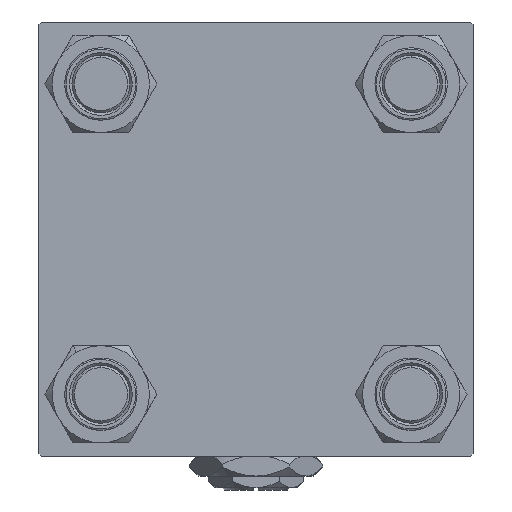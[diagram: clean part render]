
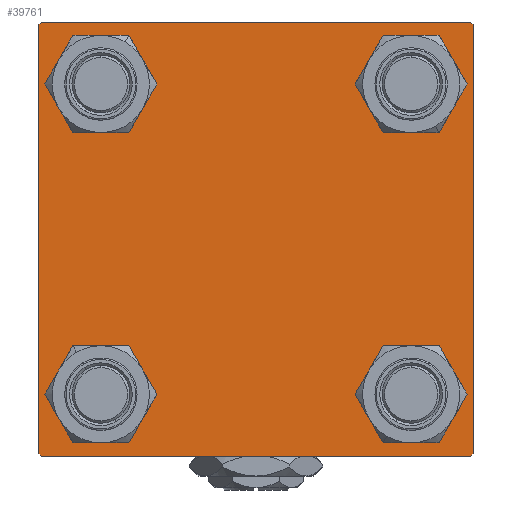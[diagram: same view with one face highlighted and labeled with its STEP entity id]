
A CAD part, left-side view. The second image highlights one B-rep face of the part: STEP entity #39761.
In plain terms, the highlighted planar face has unit normal (-1, 0, 0).
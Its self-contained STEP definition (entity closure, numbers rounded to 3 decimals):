
#311 = DIRECTION ( 'NONE',  ( 0., 0., -1. ) ) ;
#559 = DIRECTION ( 'NONE',  ( 0., 0., 1. ) ) ;
#1393 = EDGE_CURVE ( 'NONE', #20980, #51299, #51464, .T. ) ;
#2478 = VERTEX_POINT ( 'NONE', #43800 ) ;
#3059 = VECTOR ( 'NONE', #46497, 1000. ) ;
#3555 = ORIENTED_EDGE ( 'NONE', *, *, #17918, .T. ) ;
#3930 = CARTESIAN_POINT ( 'NONE',  ( 0., -44.5, -45. ) ) ;
#4234 = CARTESIAN_POINT ( 'NONE',  ( 0., 32.15, 32.15 ) ) ;
#4297 = AXIS2_PLACEMENT_3D ( 'NONE', #4234, #37060, #559 ) ;
#4765 = CARTESIAN_POINT ( 'NONE',  ( 0., 45., 45. ) ) ;
#5149 = VERTEX_POINT ( 'NONE', #26665 ) ;
#5362 = ORIENTED_EDGE ( 'NONE', *, *, #29827, .T. ) ;
#5559 = AXIS2_PLACEMENT_3D ( 'NONE', #18302, #14363, #38548 ) ;
#5744 = DIRECTION ( 'NONE',  ( 1., 0., 0. ) ) ;
#5985 = CARTESIAN_POINT ( 'NONE',  ( 0., -45., 45. ) ) ;
#6793 = CARTESIAN_POINT ( 'NONE',  ( 0., 45., -45. ) ) ;
#7063 = VECTOR ( 'NONE', #311, 1000. ) ;
#7943 = EDGE_LOOP ( 'NONE', ( #14810, #44554 ) ) ;
#8105 = CARTESIAN_POINT ( 'NONE',  ( 0., -32.15, 38.65 ) ) ;
#8228 = EDGE_CURVE ( 'NONE', #45882, #12035, #23716, .T. ) ;
#9279 = VECTOR ( 'NONE', #43046, 1000. ) ;
#9822 = FACE_BOUND ( 'NONE', #7943, .T. ) ;
#10280 = CIRCLE ( 'NONE', #48077, 6.5 ) ;
#10500 = DIRECTION ( 'NONE',  ( 1., 0., 0. ) ) ;
#10573 = CARTESIAN_POINT ( 'NONE',  ( 0., -45., -44.5 ) ) ;
#11003 = LINE ( 'NONE', #6793, #3059 ) ;
#11644 = FACE_BOUND ( 'NONE', #39180, .T. ) ;
#11998 = EDGE_CURVE ( 'NONE', #20980, #46806, #22312, .T. ) ;
#12035 = VERTEX_POINT ( 'NONE', #10573 ) ;
#12413 = ORIENTED_EDGE ( 'NONE', *, *, #31437, .T. ) ;
#13050 = VERTEX_POINT ( 'NONE', #41807 ) ;
#13342 = EDGE_CURVE ( 'NONE', #5149, #12035, #30683, .T. ) ;
#13614 = CIRCLE ( 'NONE', #20325, 6.5 ) ;
#14288 = LINE ( 'NONE', #27336, #36998 ) ;
#14363 = DIRECTION ( 'NONE',  ( 1., 0., 0. ) ) ;
#14810 = ORIENTED_EDGE ( 'NONE', *, *, #16856, .T. ) ;
#15044 = CARTESIAN_POINT ( 'NONE',  ( 0., 32.15, 38.65 ) ) ;
#15061 = DIRECTION ( 'NONE',  ( 0., 0., 1. ) ) ;
#15325 = DIRECTION ( 'NONE',  ( 0., 0., 1. ) ) ;
#15477 = CARTESIAN_POINT ( 'NONE',  ( 0., 44.75, 44.75 ) ) ;
#16025 = EDGE_LOOP ( 'NONE', ( #51380, #31471, #5362, #46332, #20804, #12413, #51620, #48023 ) ) ;
#16856 = EDGE_CURVE ( 'NONE', #30781, #2478, #17782, .T. ) ;
#17782 = CIRCLE ( 'NONE', #37118, 6.5 ) ;
#17793 = CARTESIAN_POINT ( 'NONE',  ( 0., -44.75, 44.75 ) ) ;
#17918 = EDGE_CURVE ( 'NONE', #49247, #47121, #34632, .T. ) ;
#18010 = CARTESIAN_POINT ( 'NONE',  ( 0., 44.5, -45. ) ) ;
#18302 = CARTESIAN_POINT ( 'NONE',  ( 0., 32.15, -32.15 ) ) ;
#18486 = DIRECTION ( 'NONE',  ( 0., -0.707, -0.707 ) ) ;
#19185 = CARTESIAN_POINT ( 'NONE',  ( 0., -32.15, 32.15 ) ) ;
#20033 = CARTESIAN_POINT ( 'NONE',  ( 0., -44.75, -44.75 ) ) ;
#20277 = CARTESIAN_POINT ( 'NONE',  ( 0., 45., -44.5 ) ) ;
#20325 = AXIS2_PLACEMENT_3D ( 'NONE', #30271, #21369, #46321 ) ;
#20804 = ORIENTED_EDGE ( 'NONE', *, *, #13342, .F. ) ;
#20980 = VERTEX_POINT ( 'NONE', #42825 ) ;
#21194 = AXIS2_PLACEMENT_3D ( 'NONE', #27459, #51649, #35885 ) ;
#21369 = DIRECTION ( 'NONE',  ( 1., 0., 0. ) ) ;
#21741 = EDGE_CURVE ( 'NONE', #51299, #33840, #44445, .T. ) ;
#22110 = CARTESIAN_POINT ( 'NONE',  ( 0., 45., 44.5 ) ) ;
#22254 = LINE ( 'NONE', #17793, #40870 ) ;
#22312 = LINE ( 'NONE', #43157, #43342 ) ;
#22909 = DIRECTION ( 'NONE',  ( 0., -1., 0. ) ) ;
#23453 = CARTESIAN_POINT ( 'NONE',  ( 0., 32.15, -32.15 ) ) ;
#23711 = EDGE_LOOP ( 'NONE', ( #23825, #39001 ) ) ;
#23716 = LINE ( 'NONE', #20033, #23791 ) ;
#23791 = VECTOR ( 'NONE', #40292, 1000. ) ;
#23825 = ORIENTED_EDGE ( 'NONE', *, *, #30105, .T. ) ;
#23968 = CIRCLE ( 'NONE', #33203, 6.5 ) ;
#25210 = EDGE_LOOP ( 'NONE', ( #32053, #3555 ) ) ;
#25833 = FACE_BOUND ( 'NONE', #25210, .T. ) ;
#26001 = VERTEX_POINT ( 'NONE', #41338 ) ;
#26015 = DIRECTION ( 'NONE',  ( 0., 0., 1. ) ) ;
#26665 = CARTESIAN_POINT ( 'NONE',  ( 0., -45., 44.5 ) ) ;
#27336 = CARTESIAN_POINT ( 'NONE',  ( 0., 44.75, -44.75 ) ) ;
#27459 = CARTESIAN_POINT ( 'NONE',  ( 0., -32.15, -32.15 ) ) ;
#27547 = AXIS2_PLACEMENT_3D ( 'NONE', #31343, #51829, #15325 ) ;
#27645 = FACE_OUTER_BOUND ( 'NONE', #16025, .T. ) ;
#28452 = EDGE_CURVE ( 'NONE', #2478, #30781, #23968, .T. ) ;
#29827 = EDGE_CURVE ( 'NONE', #38787, #45882, #11003, .T. ) ;
#30105 = EDGE_CURVE ( 'NONE', #26001, #13050, #51698, .T. ) ;
#30271 = CARTESIAN_POINT ( 'NONE',  ( 0., -32.15, -32.15 ) ) ;
#30683 = LINE ( 'NONE', #5985, #9279 ) ;
#30781 = VERTEX_POINT ( 'NONE', #8105 ) ;
#31200 = CIRCLE ( 'NONE', #51351, 6.5 ) ;
#31343 = CARTESIAN_POINT ( 'NONE',  ( 0., 0., 0. ) ) ;
#31437 = EDGE_CURVE ( 'NONE', #5149, #46806, #22254, .T. ) ;
#31471 = ORIENTED_EDGE ( 'NONE', *, *, #41090, .T. ) ;
#32053 = ORIENTED_EDGE ( 'NONE', *, *, #48373, .T. ) ;
#33203 = AXIS2_PLACEMENT_3D ( 'NONE', #19185, #35214, #26015 ) ;
#33343 = CARTESIAN_POINT ( 'NONE',  ( 0., 32.15, 32.15 ) ) ;
#33705 = ORIENTED_EDGE ( 'NONE', *, *, #41121, .T. ) ;
#33840 = VERTEX_POINT ( 'NONE', #20277 ) ;
#34632 = CIRCLE ( 'NONE', #21194, 6.5 ) ;
#34777 = DIRECTION ( 'NONE',  ( 1., 0., 0. ) ) ;
#35214 = DIRECTION ( 'NONE',  ( 1., 0., 0. ) ) ;
#35815 = PLANE ( 'NONE',  #27547 ) ;
#35885 = DIRECTION ( 'NONE',  ( 0., 0., 1. ) ) ;
#36998 = VECTOR ( 'NONE', #18486, 1000. ) ;
#37060 = DIRECTION ( 'NONE',  ( 1., 0., 0. ) ) ;
#37118 = AXIS2_PLACEMENT_3D ( 'NONE', #46506, #10500, #51205 ) ;
#37813 = CIRCLE ( 'NONE', #4297, 6.5 ) ;
#37940 = FACE_BOUND ( 'NONE', #23711, .T. ) ;
#38548 = DIRECTION ( 'NONE',  ( 0., 0., 1. ) ) ;
#38787 = VERTEX_POINT ( 'NONE', #18010 ) ;
#39001 = ORIENTED_EDGE ( 'NONE', *, *, #49025, .T. ) ;
#39180 = EDGE_LOOP ( 'NONE', ( #33705, #45696 ) ) ;
#39189 = VERTEX_POINT ( 'NONE', #15044 ) ;
#39761 = ADVANCED_FACE ( 'NONE', ( #9822, #25833, #37940, #11644, #27645 ), #35815, .T. ) ;
#40195 = CARTESIAN_POINT ( 'NONE',  ( 0., -44.5, 45. ) ) ;
#40292 = DIRECTION ( 'NONE',  ( 0., -0.707, 0.707 ) ) ;
#40870 = VECTOR ( 'NONE', #46172, 1000. ) ;
#41090 = EDGE_CURVE ( 'NONE', #33840, #38787, #14288, .T. ) ;
#41121 = EDGE_CURVE ( 'NONE', #39189, #43696, #37813, .T. ) ;
#41338 = CARTESIAN_POINT ( 'NONE',  ( 0., 32.15, -25.65 ) ) ;
#41761 = CARTESIAN_POINT ( 'NONE',  ( 0., 32.15, 25.65 ) ) ;
#41807 = CARTESIAN_POINT ( 'NONE',  ( 0., 32.15, -38.65 ) ) ;
#42825 = CARTESIAN_POINT ( 'NONE',  ( 0., 44.5, 45. ) ) ;
#43046 = DIRECTION ( 'NONE',  ( 0., 0., -1. ) ) ;
#43157 = CARTESIAN_POINT ( 'NONE',  ( 0., 45., 45. ) ) ;
#43342 = VECTOR ( 'NONE', #22909, 1000. ) ;
#43696 = VERTEX_POINT ( 'NONE', #41761 ) ;
#43731 = EDGE_CURVE ( 'NONE', #43696, #39189, #31200, .T. ) ;
#43800 = CARTESIAN_POINT ( 'NONE',  ( 0., -32.15, 25.65 ) ) ;
#43806 = CARTESIAN_POINT ( 'NONE',  ( 0., -32.15, -25.65 ) ) ;
#44445 = LINE ( 'NONE', #4765, #7063 ) ;
#44554 = ORIENTED_EDGE ( 'NONE', *, *, #28452, .T. ) ;
#45696 = ORIENTED_EDGE ( 'NONE', *, *, #43731, .T. ) ;
#45882 = VERTEX_POINT ( 'NONE', #3930 ) ;
#46172 = DIRECTION ( 'NONE',  ( 0., 0.707, 0.707 ) ) ;
#46321 = DIRECTION ( 'NONE',  ( 0., 0., 1. ) ) ;
#46332 = ORIENTED_EDGE ( 'NONE', *, *, #8228, .T. ) ;
#46497 = DIRECTION ( 'NONE',  ( 0., -1., 0. ) ) ;
#46506 = CARTESIAN_POINT ( 'NONE',  ( 0., -32.15, 32.15 ) ) ;
#46806 = VERTEX_POINT ( 'NONE', #40195 ) ;
#47121 = VERTEX_POINT ( 'NONE', #43806 ) ;
#47908 = CARTESIAN_POINT ( 'NONE',  ( 0., -32.15, -38.65 ) ) ;
#48023 = ORIENTED_EDGE ( 'NONE', *, *, #1393, .T. ) ;
#48062 = DIRECTION ( 'NONE',  ( 0., 0.707, -0.707 ) ) ;
#48077 = AXIS2_PLACEMENT_3D ( 'NONE', #23453, #34777, #15061 ) ;
#48373 = EDGE_CURVE ( 'NONE', #47121, #49247, #13614, .T. ) ;
#49025 = EDGE_CURVE ( 'NONE', #13050, #26001, #10280, .T. ) ;
#49129 = DIRECTION ( 'NONE',  ( 0., 0., 1. ) ) ;
#49247 = VERTEX_POINT ( 'NONE', #47908 ) ;
#49615 = VECTOR ( 'NONE', #48062, 1000. ) ;
#51205 = DIRECTION ( 'NONE',  ( 0., 0., 1. ) ) ;
#51299 = VERTEX_POINT ( 'NONE', #22110 ) ;
#51351 = AXIS2_PLACEMENT_3D ( 'NONE', #33343, #5744, #49129 ) ;
#51380 = ORIENTED_EDGE ( 'NONE', *, *, #21741, .T. ) ;
#51464 = LINE ( 'NONE', #15477, #49615 ) ;
#51620 = ORIENTED_EDGE ( 'NONE', *, *, #11998, .F. ) ;
#51649 = DIRECTION ( 'NONE',  ( 1., 0., 0. ) ) ;
#51698 = CIRCLE ( 'NONE', #5559, 6.5 ) ;
#51829 = DIRECTION ( 'NONE',  ( -1., 0., 0. ) ) ;
